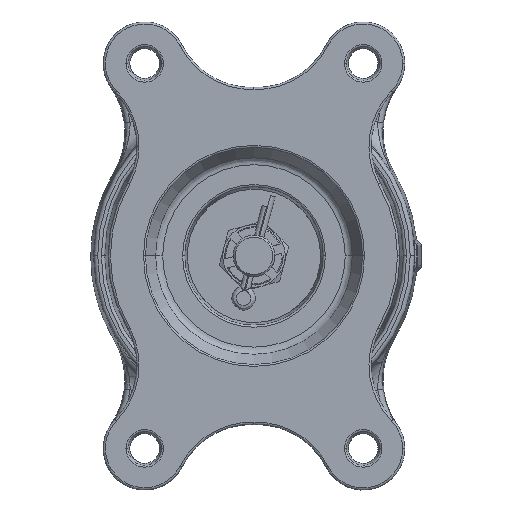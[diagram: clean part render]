
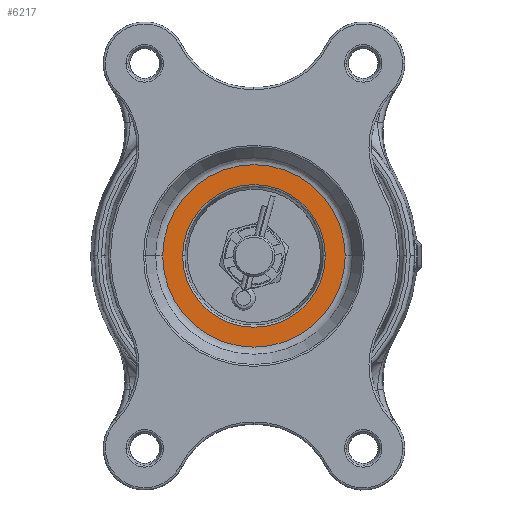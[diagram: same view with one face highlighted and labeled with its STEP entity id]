
A CAD part, top view. The second image highlights one B-rep face of the part: STEP entity #6217.
In plain terms, the highlighted face is planar.
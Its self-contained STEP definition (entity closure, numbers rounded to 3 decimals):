
#1512 = AXIS2_PLACEMENT_3D ( 'NONE', #13447, #13448, #13449 ) ;
#1513 = AXIS2_PLACEMENT_3D ( 'NONE', #13453, #13455, #13456 ) ;
#3006 = VERTEX_POINT ( 'NONE', #21491 ) ;
#3007 = VERTEX_POINT ( 'NONE', #21492 ) ;
#3656 = EDGE_CURVE ( 'NONE', #5663, #5664, #10946, .T. ) ;
#3689 = EDGE_CURVE ( 'NONE', #3006, #3007, #11009, .T. ) ;
#4914 = CIRCLE ( 'NONE', #1512, 34.267 ) ;
#4916 = CIRCLE ( 'NONE', #1513, 43.84 ) ;
#5663 = VERTEX_POINT ( 'NONE', #26825 ) ;
#5664 = VERTEX_POINT ( 'NONE', #26826 ) ;
#6217 = ADVANCED_FACE ( 'NONE', ( #12207, #12213 ), #27456, .F. ) ;
#9545 = ORIENTED_EDGE ( 'NONE', *, *, #3656, .T. ) ;
#9546 = ORIENTED_EDGE ( 'NONE', *, *, #15662, .T. ) ;
#9547 = ORIENTED_EDGE ( 'NONE', *, *, #15663, .F. ) ;
#9548 = ORIENTED_EDGE ( 'NONE', *, *, #3689, .F. ) ;
#10946 = CIRCLE ( 'NONE', #12481, 34.267 ) ;
#11009 = CIRCLE ( 'NONE', #12510, 43.84 ) ;
#12207 = FACE_BOUND ( 'NONE', #25524, .T. ) ;
#12213 = FACE_OUTER_BOUND ( 'NONE', #25511, .T. ) ;
#12481 = AXIS2_PLACEMENT_3D ( 'NONE', #12966, #12967, #12968 ) ;
#12510 = AXIS2_PLACEMENT_3D ( 'NONE', #13079, #13080, #13081 ) ;
#12966 = CARTESIAN_POINT ( 'NONE',  ( 0., 0., 11. ) ) ;
#12967 = DIRECTION ( 'NONE',  ( 0., 0., 1. ) ) ;
#12968 = DIRECTION ( 'NONE',  ( 1., 0., 0. ) ) ;
#13079 = CARTESIAN_POINT ( 'NONE',  ( 0., 0., 11. ) ) ;
#13080 = DIRECTION ( 'NONE',  ( 0., 0., 1. ) ) ;
#13081 = DIRECTION ( 'NONE',  ( 1., 0., 0. ) ) ;
#13447 = CARTESIAN_POINT ( 'NONE',  ( 0., 0., 11. ) ) ;
#13448 = DIRECTION ( 'NONE',  ( 0., 0., 1. ) ) ;
#13449 = DIRECTION ( 'NONE',  ( 1., 0., 0. ) ) ;
#13453 = CARTESIAN_POINT ( 'NONE',  ( 0., 0., 11. ) ) ;
#13455 = DIRECTION ( 'NONE',  ( 0., 0., 1. ) ) ;
#13456 = DIRECTION ( 'NONE',  ( 1., 0., 0. ) ) ;
#15662 = EDGE_CURVE ( 'NONE', #5664, #5663, #4914, .T. ) ;
#15663 = EDGE_CURVE ( 'NONE', #3007, #3006, #4916, .T. ) ;
#21491 = CARTESIAN_POINT ( 'NONE',  ( -43.84, 0., 11. ) ) ;
#21492 = CARTESIAN_POINT ( 'NONE',  ( 43.84, 0., 11. ) ) ;
#25511 = EDGE_LOOP ( 'NONE', ( #9547, #9548 ) ) ;
#25524 = EDGE_LOOP ( 'NONE', ( #9545, #9546 ) ) ;
#25870 = AXIS2_PLACEMENT_3D ( 'NONE', #27458, #27463, #27464 ) ;
#26825 = CARTESIAN_POINT ( 'NONE',  ( 34.267, 0., 11. ) ) ;
#26826 = CARTESIAN_POINT ( 'NONE',  ( -34.267, 0., 11. ) ) ;
#27456 = PLANE ( 'NONE',  #25870 ) ;
#27458 = CARTESIAN_POINT ( 'NONE',  ( 0., 0., 11. ) ) ;
#27463 = DIRECTION ( 'NONE',  ( 0., 0., 1. ) ) ;
#27464 = DIRECTION ( 'NONE',  ( 1., 0., 0. ) ) ;
